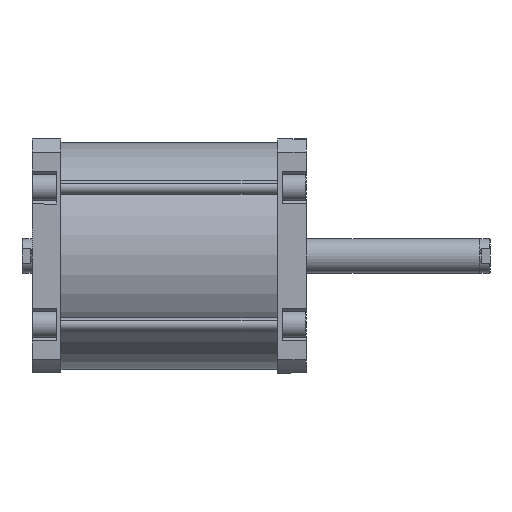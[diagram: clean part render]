
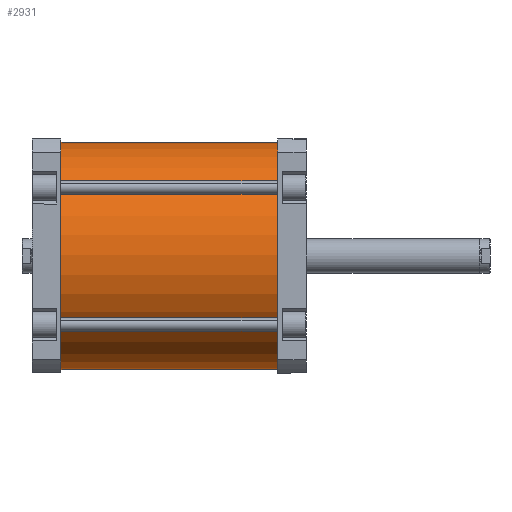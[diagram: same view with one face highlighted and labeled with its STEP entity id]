
A CAD part, front view. The second image highlights one B-rep face of the part: STEP entity #2931.
In plain terms, the highlighted cylindrical face has radius 131 mm (diameter 262 mm), a partial arc.
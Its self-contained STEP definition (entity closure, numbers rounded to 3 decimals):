
#187 = ORIENTED_EDGE ( 'NONE', *, *, #3270, .T. ) ;
#191 = ORIENTED_EDGE ( 'NONE', *, *, #3272, .T. ) ;
#208 = ORIENTED_EDGE ( 'NONE', *, *, #3269, .F. ) ;
#420 = ORIENTED_EDGE ( 'NONE', *, *, #3268, .F. ) ;
#485 = EDGE_LOOP ( 'NONE', ( #208, #187, #191, #420 ) ) ;
#1442 = VECTOR ( 'NONE', #2315, 1000. ) ;
#1444 = LINE ( 'NONE', #2314, #1442 ) ;
#1454 = LINE ( 'NONE', #2309, #1455 ) ;
#1455 = VECTOR ( 'NONE', #2310, 1000. ) ;
#1456 = CIRCLE ( 'NONE', #3735, 131. ) ;
#1461 = CIRCLE ( 'NONE', #3737, 131. ) ;
#2307 = CARTESIAN_POINT ( 'NONE',  ( 0., 0., 250. ) ) ;
#2309 = CARTESIAN_POINT ( 'NONE',  ( -131., 0., 250. ) ) ;
#2310 = DIRECTION ( 'NONE',  ( 0., 0., -1. ) ) ;
#2311 = DIRECTION ( 'NONE',  ( 0., 0., 1. ) ) ;
#2312 = DIRECTION ( 'NONE',  ( 1., 0., 0. ) ) ;
#2313 = CARTESIAN_POINT ( 'NONE',  ( 0., 0., 0. ) ) ;
#2314 = CARTESIAN_POINT ( 'NONE',  ( 131., 0., 250. ) ) ;
#2315 = DIRECTION ( 'NONE',  ( 0., 0., -1. ) ) ;
#2321 = DIRECTION ( 'NONE',  ( 0., 0., 1. ) ) ;
#2322 = DIRECTION ( 'NONE',  ( 1., 0., 0. ) ) ;
#2735 = CARTESIAN_POINT ( 'NONE',  ( -131., 0., 250. ) ) ;
#2739 = CARTESIAN_POINT ( 'NONE',  ( 131., 0., 250. ) ) ;
#2740 = CARTESIAN_POINT ( 'NONE',  ( 131., 0., 0. ) ) ;
#2743 = CARTESIAN_POINT ( 'NONE',  ( -131., 0., 0. ) ) ;
#2931 = ADVANCED_FACE ( 'NONE', ( #6065 ), #6070, .T. ) ;
#3268 = EDGE_CURVE ( 'NONE', #3987, #3995, #1454, .T. ) ;
#3269 = EDGE_CURVE ( 'NONE', #3991, #3987, #1456, .T. ) ;
#3270 = EDGE_CURVE ( 'NONE', #3991, #3992, #1444, .T. ) ;
#3272 = EDGE_CURVE ( 'NONE', #3992, #3995, #1461, .T. ) ;
#3495 = AXIS2_PLACEMENT_3D ( 'NONE', #4792, #4762, #4772 ) ;
#3735 = AXIS2_PLACEMENT_3D ( 'NONE', #2307, #2311, #2312 ) ;
#3737 = AXIS2_PLACEMENT_3D ( 'NONE', #2313, #2321, #2322 ) ;
#3987 = VERTEX_POINT ( 'NONE', #2735 ) ;
#3991 = VERTEX_POINT ( 'NONE', #2739 ) ;
#3992 = VERTEX_POINT ( 'NONE', #2740 ) ;
#3995 = VERTEX_POINT ( 'NONE', #2743 ) ;
#4762 = DIRECTION ( 'NONE',  ( 0., 0., -1. ) ) ;
#4772 = DIRECTION ( 'NONE',  ( -1., 0., 0. ) ) ;
#4792 = CARTESIAN_POINT ( 'NONE',  ( 0., 0., 250. ) ) ;
#6065 = FACE_OUTER_BOUND ( 'NONE', #485, .T. ) ;
#6070 = CYLINDRICAL_SURFACE ( 'NONE', #3495, 131. ) ;
